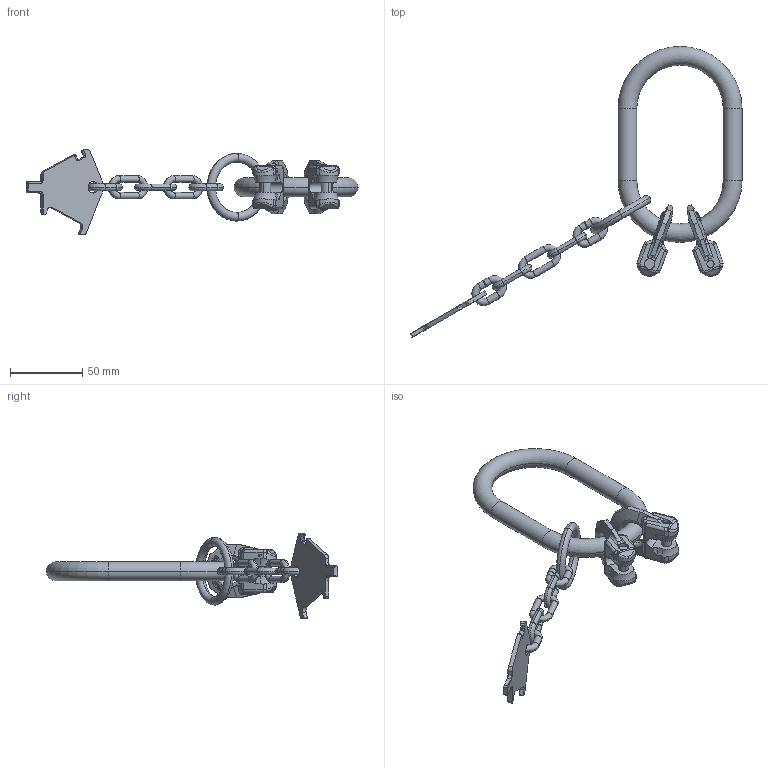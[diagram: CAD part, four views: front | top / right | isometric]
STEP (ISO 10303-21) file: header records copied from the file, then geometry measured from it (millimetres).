
FILE_DESCRIPTION((''),'2;1');
FILE_NAME('001-M34479-P-1_ASM','2014-10-14T',('Andreas.Wendler'),(''),'PRO/ENGINEER BY PARAMETRIC TECHNOLOGY CORPORATION, 2010140','PRO/ENGINEER BY PARAMETRIC TECHNOLOGY CORPORATION, 2010140','');
FILE_SCHEMA(('CONFIG_CONTROL_DESIGN'));
Length unit declared in the file: millimetre
Products named in the file (9): 001-M34474-P-1; 001-M31128-V01; 001-M31556-P-1; 001-M31129-P-1; 001-M33743-001; 001-M31130-003_ASM; 001-M31556-P-1_ASM; 001-M31491-P-3; 001-M34479-P-1_ASM
Assembly tree (12 placements, depth 4):
  001-M34479-P-1_ASM
    001-M34474-P-1
    001-M31128-V01
    001-M31556-P-1_ASM
      001-M31556-P-1
      001-M31129-P-1  x2
      001-M31130-003_ASM
        001-M33743-001  x3
    001-M31491-P-3  x2
Bounding box: 230.38 x 202.05 x 59.53 mm (x, y, z)
Volume: 82834.3 mm3; surface area: 34459.5 mm2
Topology: 10 solids, 10 shells, 838 faces, 2234 edges, 1426 vertices
Faces by surface type: plane 525, cylinder 169, bspline 60, torus 36, cone 32, sphere 16
Entity records: 16752 total; most frequent: CARTESIAN_POINT 6262, ORIENTED_EDGE 2414, DIRECTION 1771, EDGE_CURVE 1207, VERTEX_POINT 772, AXIS2_PLACEMENT_3D 649, B_SPLINE_CURVE_WITH_KNOTS 534, VECTOR 473
